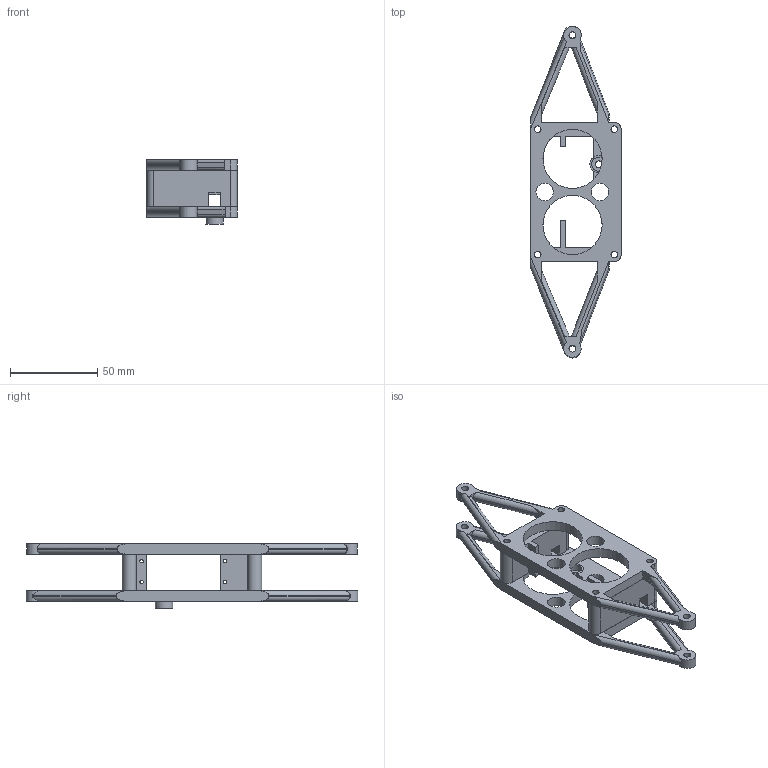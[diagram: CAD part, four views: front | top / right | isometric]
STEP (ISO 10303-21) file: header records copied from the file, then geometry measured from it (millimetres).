
FILE_DESCRIPTION(('FreeCAD Model'),'2;1');
FILE_NAME('SuspAvant.step', '2020-12-09T15:25:05',('Author'),(''), 'Open CASCADE STEP processor 7.3','FreeCAD','Unknown');
FILE_SCHEMA(('AUTOMOTIVE_DESIGN { 1 0 10303 214 1 1 1 1 }'));
Length unit declared in the file: millimetre
Products named in the file (5): SuspenAvant; suspenAvantBas; suspenAvantHaut; supportDroit; supportGauche
Assembly tree (4 placements, depth 2):
  SuspenAvant
    suspenAvantBas
    suspenAvantHaut
    supportDroit
    supportGauche
Bounding box: 52 x 190.67 x 37 mm (x, y, z)
Volume: 55783.5 mm3; surface area: 33477.4 mm2
Topology: 4 solids, 4 shells, 155 faces, 486 edges, 339 vertices
Faces by surface type: plane 80, cylinder 75
Full cylindrical faces by diameter (mm): 2 x4, 3.8 x5, 4 x4, 4.4 x8, 8 x1, 10 x4, 10.001 x1, 34 x3
Entity records: 13791 total; most frequent: CARTESIAN_POINT 4155, DIRECTION 1748, LINE 1056, VECTOR 1056, ORIENTED_EDGE 972, PCURVE 972, DEFINITIONAL_REPRESENTATION 972, EDGE_CURVE 486
